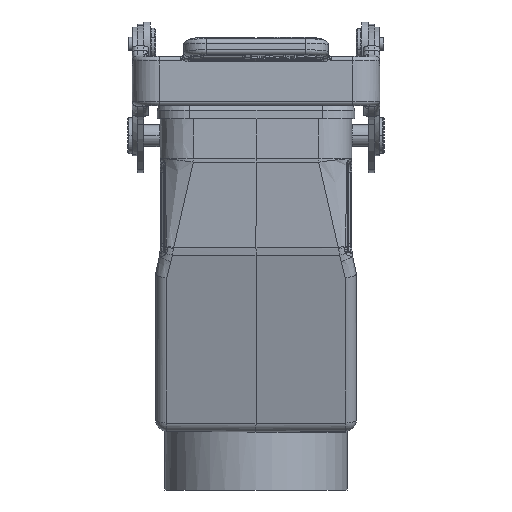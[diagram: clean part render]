
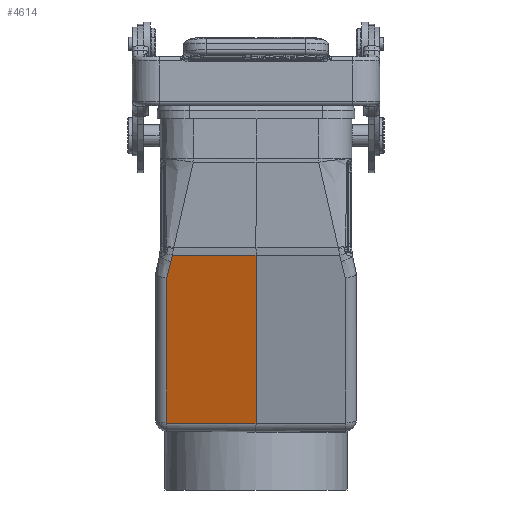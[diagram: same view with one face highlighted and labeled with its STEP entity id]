
A CAD part, left-side view. The second image highlights one B-rep face of the part: STEP entity #4614.
In plain terms, the highlighted planar face has unit normal (-0.966, 0.009, -0.259).
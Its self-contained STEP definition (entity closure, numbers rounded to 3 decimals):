
#2723=FACE_OUTER_BOUND('',#9340,.T.);
#4614=ADVANCED_FACE('',(#2723),#5615,.F.);
#5615=PLANE('',#36418);
#7050=B_SPLINE_CURVE_WITH_KNOTS('',3,(#65181,#65182,#65183,#65184),
 .UNSPECIFIED.,.F.,.F.,(4,4),(0.,1.),.UNSPECIFIED.);
#7052=B_SPLINE_CURVE_WITH_KNOTS('',3,(#65224,#65225,#65226,#65227,#65228,
#65229,#65230,#65231),.UNSPECIFIED.,.F.,.F.,(4,2,2,4),(0.,0.25,
0.5,1.),.UNSPECIFIED.);
#7081=B_SPLINE_CURVE_WITH_KNOTS('',3,(#65770,#65771,#65772,#65773),
 .UNSPECIFIED.,.F.,.F.,(4,4),(0.,1.),.UNSPECIFIED.);
#9340=EDGE_LOOP('',(#19547,#19548,#19549,#19550,#19551,#19552));
#19547=ORIENTED_EDGE('',*,*,#28587,.T.);
#19548=ORIENTED_EDGE('',*,*,#28576,.T.);
#19549=ORIENTED_EDGE('',*,*,#28574,.T.);
#19550=ORIENTED_EDGE('',*,*,#28633,.T.);
#19551=ORIENTED_EDGE('',*,*,#28637,.F.);
#19552=ORIENTED_EDGE('',*,*,#28639,.F.);
#23816=VERTEX_POINT('',#65180);
#23817=VERTEX_POINT('',#65185);
#23818=VERTEX_POINT('',#65232);
#23822=VERTEX_POINT('',#65420);
#23845=VERTEX_POINT('',#65774);
#23847=VERTEX_POINT('',#65784);
#28574=EDGE_CURVE('',#23817,#23816,#7050,.T.);
#28576=EDGE_CURVE('',#23818,#23817,#7052,.T.);
#28587=EDGE_CURVE('',#23822,#23818,#31213,.T.);
#28633=EDGE_CURVE('',#23816,#23845,#7081,.T.);
#28637=EDGE_CURVE('',#23847,#23845,#31230,.T.);
#28639=EDGE_CURVE('',#23822,#23847,#31232,.T.);
#31213=LINE('',#65419,#33634);
#31230=LINE('',#65785,#33651);
#31232=LINE('',#65788,#33653);
#33634=VECTOR('',#44163,1.);
#33651=VECTOR('',#44247,1.);
#33653=VECTOR('',#44251,1.);
#36418=AXIS2_PLACEMENT_3D('',#65789,#44252,#44253);
#44163=DIRECTION('',(0.009,1.,0.002));
#44247=DIRECTION('',(0.007,1.,0.009));
#44251=DIRECTION('',(0.259,0.,-0.966));
#44252=DIRECTION('',(0.966,-0.009,0.259));
#44253=DIRECTION('',(-0.259,0.,0.966));
#65180=CARTESIAN_POINT('',(-33.046,20.022,-37.394));
#65181=CARTESIAN_POINT('',(-34.05,19.116,-33.678));
#65182=CARTESIAN_POINT('',(-33.723,19.483,-34.886));
#65183=CARTESIAN_POINT('',(-33.389,19.785,-36.124));
#65184=CARTESIAN_POINT('',(-33.046,20.022,-37.394));
#65185=CARTESIAN_POINT('',(-34.05,19.116,-33.678));
#65224=CARTESIAN_POINT('',(-34.418,18.767,-32.316));
#65225=CARTESIAN_POINT('',(-34.406,18.779,-32.36));
#65226=CARTESIAN_POINT('',(-34.386,18.798,-32.437));
#65227=CARTESIAN_POINT('',(-34.327,18.852,-32.656));
#65228=CARTESIAN_POINT('',(-34.28,18.893,-32.827));
#65229=CARTESIAN_POINT('',(-34.163,18.998,-33.263));
#65230=CARTESIAN_POINT('',(-34.099,19.06,-33.498));
#65231=CARTESIAN_POINT('',(-34.05,19.116,-33.678));
#65232=CARTESIAN_POINT('',(-34.418,18.767,-32.316));
#65419=CARTESIAN_POINT('',(-34.58,0.,-32.345));
#65420=CARTESIAN_POINT('',(-34.58,0.,-32.345));
#65770=CARTESIAN_POINT('',(-33.046,20.022,-37.394));
#65771=CARTESIAN_POINT('',(-30.136,20.022,-48.254));
#65772=CARTESIAN_POINT('',(-27.227,20.022,-59.113));
#65773=CARTESIAN_POINT('',(-24.317,20.022,-69.972));
#65774=CARTESIAN_POINT('',(-24.317,20.022,-69.972));
#65784=CARTESIAN_POINT('',(-24.451,0.,-70.147));
#65785=CARTESIAN_POINT('',(-24.451,0.,-70.147));
#65788=CARTESIAN_POINT('',(-34.58,0.,-32.345));
#65789=CARTESIAN_POINT('',(-29.431,10.011,-51.223));
